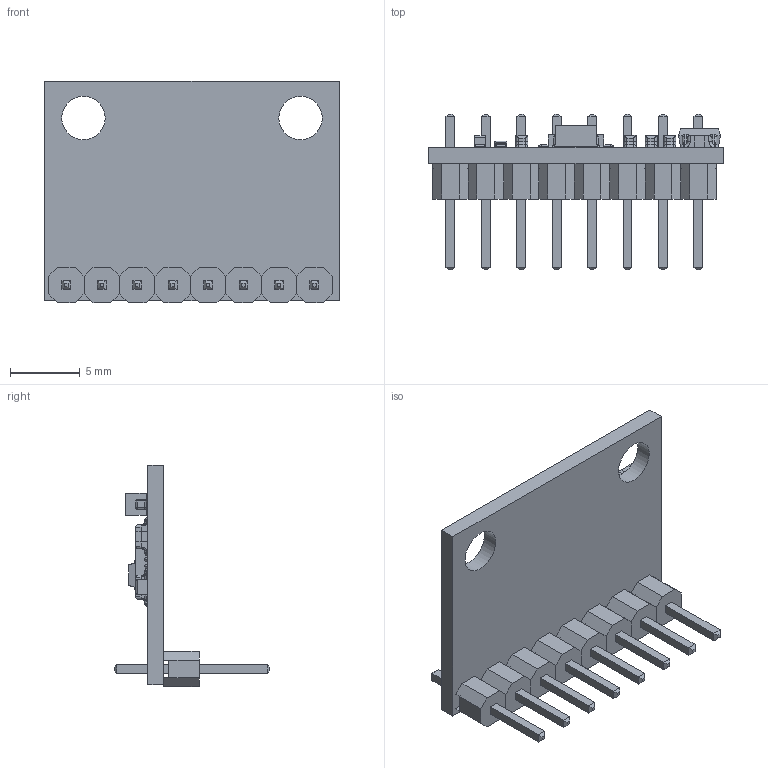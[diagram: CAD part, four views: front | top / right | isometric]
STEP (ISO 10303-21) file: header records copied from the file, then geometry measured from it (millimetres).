
FILE_DESCRIPTION(/* description */ (''),/* implementation_level */ '2;1');
FILE_NAME(/* name */ 'MPU-6050-on-female-header.step',/* time_stamp */ '2022-09-18T19:51:59-03:00',/* author */ (''),/* organization */ (''),/* preprocessor_version */ 'ST-DEVELOPER v19',/* originating_system */ 'Autodesk Translation Framework v11.7.0.108',/* authorisation */ '');
FILE_SCHEMA (('AUTOMOTIVE_DESIGN { 1 0 10303 214 3 1 1 }'));
Length unit declared in the file: millimetre
Products named in the file (9): (Sin guardar); Base; pin header; sensor chip; S2NH chip; Resistor small; Small LED; Resistor small black; Resistor black
Assembly tree (23 placements, depth 2):
  (Sin guardar)
    Base
    pin header  x8
    sensor chip
    S2NH chip
    Resistor small  x6
    Resistor small black  x4
    Small LED
    Resistor black
Bounding box: 21.11 x 11.18 x 15.88 mm (x, y, z)
Volume: 529.4 mm3; surface area: 1406.8 mm2
Topology: 23 solids, 23 shells, 1123 faces, 2698 edges, 1576 vertices
Faces by surface type: plane 635, cylinder 314, sphere 72, bspline 58, torus 44
Full cylindrical faces by diameter (mm): 0.5 x1, 1.016 x8, 3.111 x2
Entity records: 18641 total; most frequent: CARTESIAN_POINT 3591, DIRECTION 3093, ORIENTED_EDGE 2906, EDGE_CURVE 1453, AXIS2_PLACEMENT_3D 1096, LINE 901, VECTOR 901, VERTEX_POINT 892
